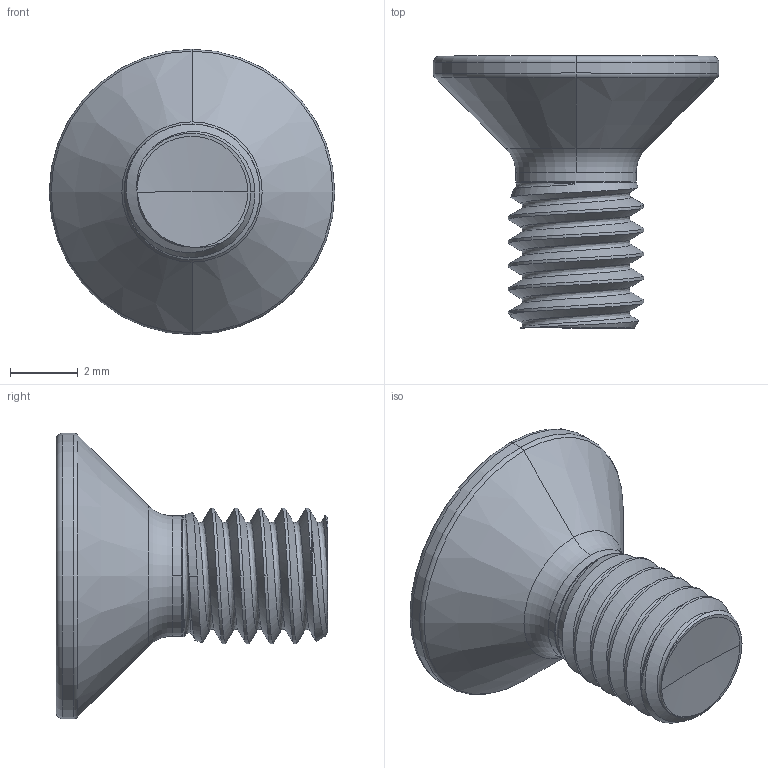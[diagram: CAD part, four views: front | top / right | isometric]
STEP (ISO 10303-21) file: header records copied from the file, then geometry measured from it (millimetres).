
FILE_DESCRIPTION (( 'STEP AP203' ), '1' );
FILE_NAME ('STM410400080.STEP', '2020-12-18T17:12:42', ( '' ), ( '' ), 'SwSTEP 2.0', 'SolidWorks 2015', '' );
FILE_SCHEMA (( 'CONFIG_CONTROL_DESIGN' ));
Length unit declared in the file: millimetre
Products named in the file (2): STM410400080
Bounding box: 8.4 x 8 x 8.4 mm (x, y, z)
Volume: 136.2 mm3; surface area: 247.7 mm2
Topology: 1 solids, 1 shells, 79 faces, 200 edges, 122 vertices
Faces by surface type: cylinder 33, bspline 18, cone 13, torus 11, sphere 2, plane 2
Entity records: 10666 total; most frequent: CARTESIAN_POINT 8870, ORIENTED_EDGE 396, DIRECTION 282, EDGE_CURVE 198, VERTEX_POINT 122, AXIS2_PLACEMENT_3D 119, EDGE_LOOP 80, FACE_OUTER_BOUND 79
